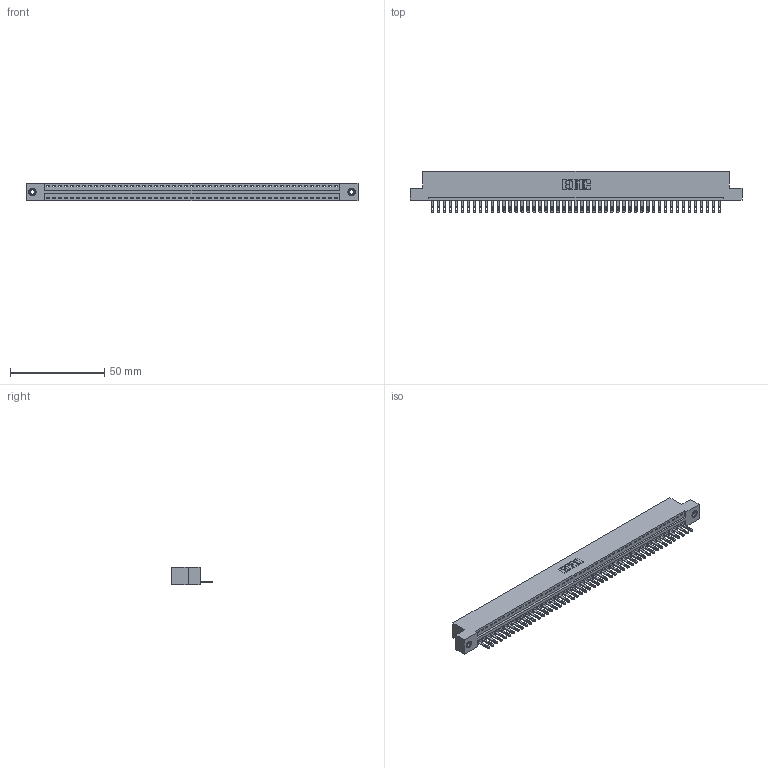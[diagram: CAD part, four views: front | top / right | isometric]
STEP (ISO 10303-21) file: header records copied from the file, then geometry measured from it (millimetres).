
FILE_DESCRIPTION (( 'STEP AP203' ), '1' );
FILE_NAME ('346-049-500-108.STEP', '2022-05-10T00:33:37', ( '' ), ( '' ), 'SwSTEP 2.0', 'SolidWorks 2020', '' );
FILE_SCHEMA (( 'CONFIG_CONTROL_DESIGN' ));
Length unit declared in the file: inch
Products named in the file (4): 345-292-001_345-293-100; 346-049-500-108; 345-250-001_345-250-003-102; 346 Part_Flush Mounting Lugs - 0.156 Dia-TI
Assembly tree (52 placements, depth 2):
  346-049-500-108
    346 Part_Flush Mounting Lugs - 0.156 Dia-TI
    345-292-001_345-293-100  x49
    345-250-001_345-250-003-102  x2
Bounding box: 176.15 x 21.84 x 9.4 mm (x, y, z)
Volume: 16342.8 mm3; surface area: 21346.7 mm2
Topology: 3 solids, 52 shells, 2779 faces, 8697 edges, 5790 vertices
Faces by surface type: plane 1725, cylinder 1038, cone 12, torus 4
Entity records: 30584 total; most frequent: CARTESIAN_POINT 5222, ORIENTED_EDGE 5198, DIRECTION 4627, EDGE_CURVE 2599, LINE 2247, VECTOR 2247, VERTEX_POINT 1728, AXIS2_PLACEMENT_3D 1190
